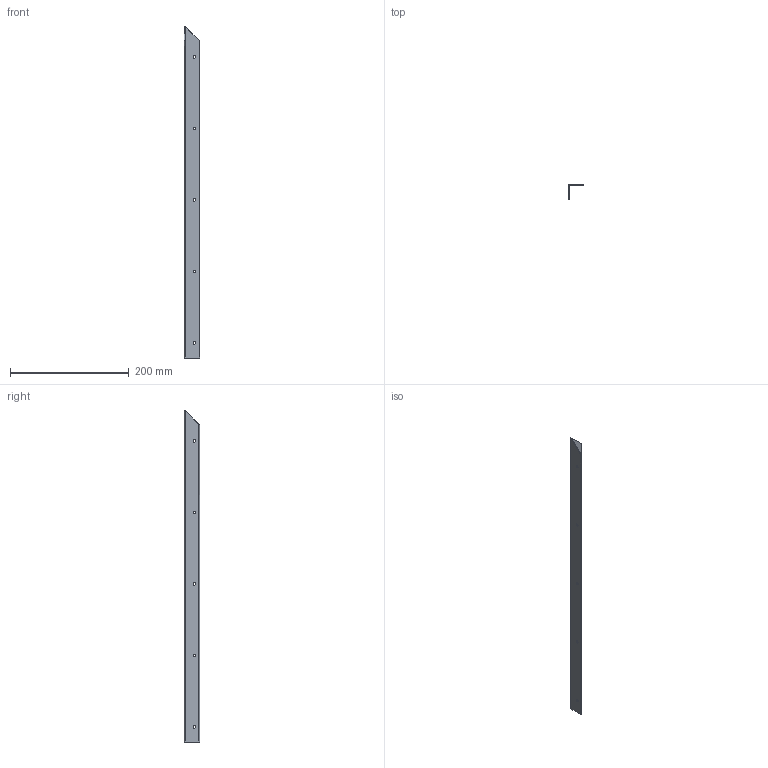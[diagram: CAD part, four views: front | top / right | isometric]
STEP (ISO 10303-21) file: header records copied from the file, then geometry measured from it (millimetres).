
FILE_DESCRIPTION (( 'STEP AP214' ), '1' );
FILE_NAME ('aluminum_trim_side.STEP', '2022-09-29T12:53:28', ( '' ), ( '' ), 'SwSTEP 2.0', 'SolidWorks 2021', '' );
FILE_SCHEMA (( 'AUTOMOTIVE_DESIGN' ));
Length unit declared in the file: inch
Products named in the file (1): aluminum_trim_side
Bounding box: 25.4 x 25.4 x 560.17 mm (x, y, z)
Volume: 42022.7 mm3; surface area: 54614.9 mm2
Topology: 1 solids, 1 shells, 35 faces, 99 edges, 66 vertices
Faces by surface type: cylinder 26, plane 9
Entity records: 1239 total; most frequent: CARTESIAN_POINT 225, DIRECTION 209, ORIENTED_EDGE 198, EDGE_CURVE 99, AXIS2_PLACEMENT_3D 82, VERTEX_POINT 66, EDGE_LOOP 55, CIRCLE 46
